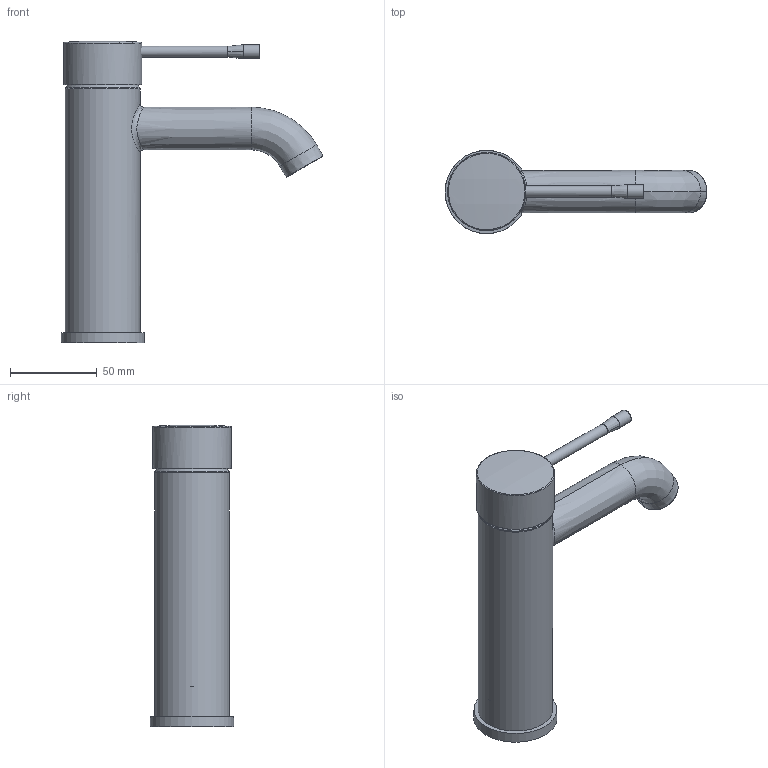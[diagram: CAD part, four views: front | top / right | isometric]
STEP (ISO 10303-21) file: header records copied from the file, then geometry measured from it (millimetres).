
FILE_DESCRIPTION(/* description */ ('Unknown'),/* implementation_level */ '2;1');
FILE_NAME(/* name */ '23590001',/* time_stamp */ '2022-09-01T04:17:18+02:00',/* author */ ('Unknown'),/* organization */ ('GROHE AG'),/* preprocessor_version */ 'ST-DEVELOPER v16.7',/* originating_system */ 'DEX',/* authorisation */ $);
FILE_SCHEMA (('AUTOMOTIVE_DESIGN {1 0 10303 214 3 1 1}'));
Length unit declared in the file: millimetre
Products named in the file (7): 23590001; 405902040_HEBEL_LEVER_01786302; 406249038_HEBEL__GRI_LEVER_HAND_01831980; 405899038_HEBELKOPF_LEVER_HEAD_01786090; 405872038_KAPPE_CAP_01785123; 405873038_ROSETTE_ROSETTE_01785125; 407118038_GEH_EHM_WT_OHM_BASIN_01905948
Assembly tree (6 placements, depth 3):
  23590001
    405902040_HEBEL_LEVER_01786302
      406249038_HEBEL__GRI_LEVER_HAND_01831980
      405899038_HEBELKOPF_LEVER_HEAD_01786090
    405872038_KAPPE_CAP_01785123
    405873038_ROSETTE_ROSETTE_01785125
    407118038_GEH_EHM_WT_OHM_BASIN_01905948
Bounding box: 150.87 x 48 x 173.94 mm (x, y, z)
Volume: 282226.7 mm3; surface area: 57898.2 mm2
Topology: 5 solids, 9 shells, 167 faces, 363 edges, 217 vertices
Faces by surface type: bspline 49, plane 45, cylinder 39, cone 14, torus 13, sphere 7
Full cylindrical faces by diameter (mm): 3.242 x4, 4.2 x1, 5.75 x1, 6.35 x2, 7.793 x1, 20 x1, 36.8 x1, 38.9 x2, 40 x1, 40.996 x1, 43 x1, 45 x1
Entity records: 7929 total; most frequent: CARTESIAN_POINT 3913, ORIENTED_EDGE 600, DIRECTION 586, EDGE_CURVE 300, AXIS2_PLACEMENT_3D 254, FACE_BOUND 219, EDGE_LOOP 218, VERTEX_POINT 201
